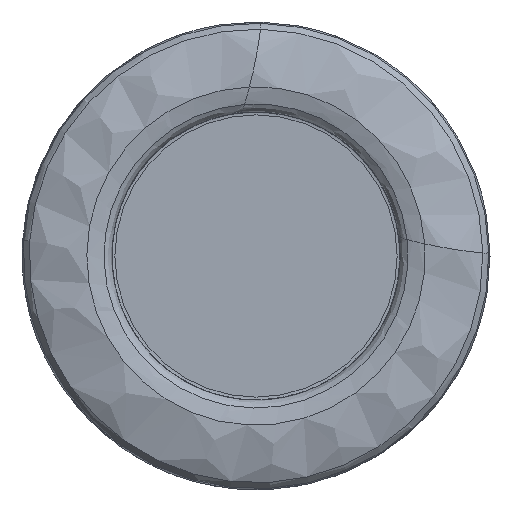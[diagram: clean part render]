
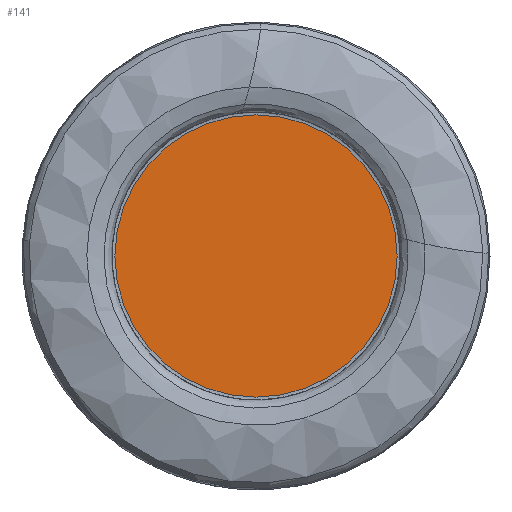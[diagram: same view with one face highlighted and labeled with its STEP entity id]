
A CAD part, left-side view. The second image highlights one B-rep face of the part: STEP entity #141.
In plain terms, the highlighted planar face has unit normal (-1, 0, 0).
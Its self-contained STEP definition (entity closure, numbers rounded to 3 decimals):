
#141=ADVANCED_FACE('',(#169),#167,.F.);
#167=PLANE('',#566);
#169=FACE_OUTER_BOUND('',#223,.T.);
#223=EDGE_LOOP('',(#277));
#277=ORIENTED_EDGE('',*,*,#427,.T.);
#388=VERTEX_POINT('',#811);
#427=EDGE_CURVE('',#388,#388,#490,.T.);
#490=CIRCLE('',#564,9.649);
#564=AXIS2_PLACEMENT_3D('',#810,#669,#670);
#566=AXIS2_PLACEMENT_3D('',#813,#673,#674);
#669=DIRECTION('',(-1.,0.,0.));
#670=DIRECTION('',(0.,0.,1.));
#673=DIRECTION('',(1.,0.,0.));
#674=DIRECTION('',(0.,0.,-1.));
#810=CARTESIAN_POINT('',(1.8,0.,0.));
#811=CARTESIAN_POINT('',(1.8,0.,9.649));
#813=CARTESIAN_POINT('',(1.8,9.649,0.));
